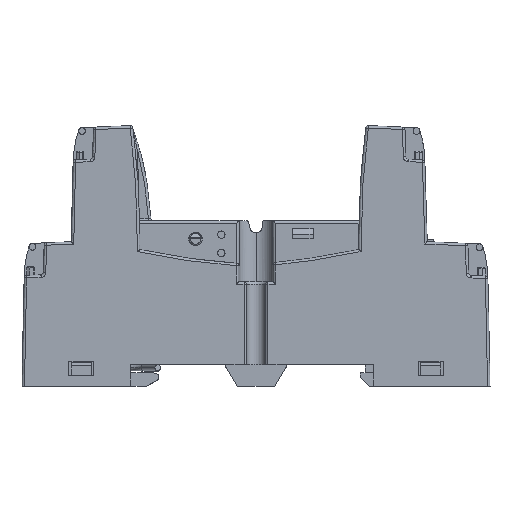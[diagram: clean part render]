
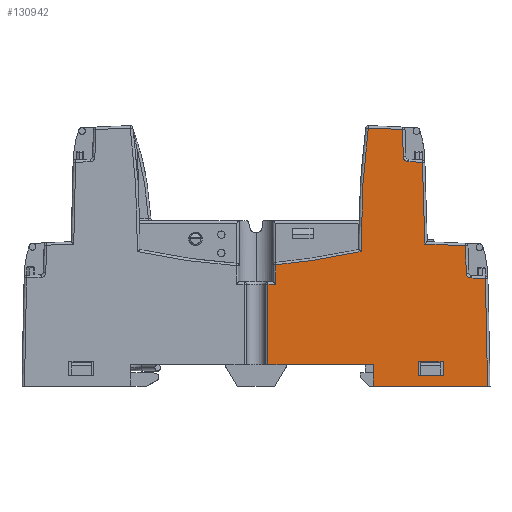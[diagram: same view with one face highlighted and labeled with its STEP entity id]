
A CAD part, top view. The second image highlights one B-rep face of the part: STEP entity #130942.
In plain terms, the highlighted planar face has unit normal (0, 0, 1).
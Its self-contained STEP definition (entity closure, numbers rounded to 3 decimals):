
#84140=CARTESIAN_POINT('',(17.121,21.939,13.5));
#84151=CARTESIAN_POINT('',(18.296,41.977,13.5));
#84163=DIRECTION('',(0.006,1.,0.));
#84164=VECTOR('',#84163,0.106);
#84165=CARTESIAN_POINT('',(18.296,41.977,13.5));
#84166=LINE('',#84165,#84164);
#89783=CARTESIAN_POINT('',(27.525,23.172,13.5));
#89795=CARTESIAN_POINT('',(37.75,0.,
13.5));
#89796=CARTESIAN_POINT('',(37.704,2.904,13.5));
#89797=CARTESIAN_POINT('',(37.634,7.279,13.5));
#89798=CARTESIAN_POINT('',(37.514,13.125,13.5));
#89799=CARTESIAN_POINT('',(37.44,16.066,13.5));
#89800=CARTESIAN_POINT('',(37.401,17.536,13.5));
#89805=DIRECTION('',(1.,0.,0.));
#89806=VECTOR('',#89805,18.6);
#89807=CARTESIAN_POINT('',(19.15,0.,13.5));
#89808=LINE('',#89807,#89806);
#89812=DIRECTION('',(0.,-1.,0.));
#89813=VECTOR('',#89812,3.5);
#89814=CARTESIAN_POINT('',(19.15,3.5,13.5));
#89815=LINE('',#89814,#89813);
#89819=DIRECTION('',(1.,0.,0.));
#89820=VECTOR('',#89819,17.2);
#89821=CARTESIAN_POINT('',(1.95,3.5,13.5));
#89822=LINE('',#89821,#89820);
#89826=CARTESIAN_POINT('',(17.121,21.939,13.5));
#89827=CARTESIAN_POINT('',(14.833,21.488,13.5));
#89828=CARTESIAN_POINT('',(11.964,20.932,13.5));
#89829=CARTESIAN_POINT('',(8.493,20.385,13.5));
#89830=CARTESIAN_POINT('',(6.158,20.06,13.5));
#89831=CARTESIAN_POINT('',(4.4,19.871,13.5));
#89832=CARTESIAN_POINT('',(3.225,19.778,13.5));
#89837=CARTESIAN_POINT('',(18.296,41.977,13.5));
#89838=CARTESIAN_POINT('',(18.105,40.334,13.5));
#89839=CARTESIAN_POINT('',(17.866,38.269,13.5));
#89840=CARTESIAN_POINT('',(17.635,35.779,13.5));
#89841=CARTESIAN_POINT('',(17.499,34.091,13.5));
#89842=CARTESIAN_POINT('',(17.317,31.132,13.5));
#89843=CARTESIAN_POINT('',(17.211,27.746,13.5));
#89844=CARTESIAN_POINT('',(17.153,24.399,13.5));
#89845=CARTESIAN_POINT('',(17.132,22.745,13.5));
#89846=CARTESIAN_POINT('',(17.121,21.939,13.5));
#89851=DIRECTION('',(-0.999,0.044,0.));
#89852=VECTOR('',#89851,5.599);
#89853=CARTESIAN_POINT('',(23.89,41.838,13.5));
#89854=LINE('',#89853,#89852);
#89858=DIRECTION('',(-0.026,1.,0.));
#89859=VECTOR('',#89858,4.467);
#89860=CARTESIAN_POINT('',(24.007,37.373,13.5));
#89861=LINE('',#89860,#89859);
#89865=CARTESIAN_POINT('',(24.807,37.394,13.5));
#89866=DIRECTION('',(0.,0.,-1.));
#89867=DIRECTION('',(-0.044,-0.999,0.));
#89868=AXIS2_PLACEMENT_3D('',#89865,#89866,#89867);
#89873=DIRECTION('',(-0.999,0.044,0.));
#89874=VECTOR('',#89873,2.362);
#89875=CARTESIAN_POINT('',(27.131,36.492,13.5));
#89876=LINE('',#89875,#89874);
#89880=CARTESIAN_POINT('',(27.525,23.172,13.5));
#89881=CARTESIAN_POINT('',(27.457,25.379,13.5));
#89882=CARTESIAN_POINT('',(27.354,28.702,13.5));
#89883=CARTESIAN_POINT('',(27.223,33.142,13.5));
#89884=CARTESIAN_POINT('',(27.161,35.375,13.5));
#89885=CARTESIAN_POINT('',(27.131,36.492,13.5));
#89890=DIRECTION('',(-0.999,0.044,0.));
#89891=VECTOR('',#89890,6.633);
#89892=CARTESIAN_POINT('',(34.152,22.883,13.5));
#89893=LINE('',#89892,#89891);
#89897=DIRECTION('',(-0.028,1.,0.));
#89898=VECTOR('',#89897,4.468);
#89899=CARTESIAN_POINT('',(34.276,18.417,13.5));
#89900=LINE('',#89899,#89898);
#89904=CARTESIAN_POINT('',(35.076,18.438,13.5));
#89905=DIRECTION('',(0.,0.,-1.));
#89906=DIRECTION('',(-0.044,-0.999,0.));
#89907=AXIS2_PLACEMENT_3D('',#89904,#89905,#89906);
#89912=DIRECTION('',(-0.999,0.044,0.));
#89913=VECTOR('',#89912,2.362);
#89914=CARTESIAN_POINT('',(37.401,17.536,13.5));
#89915=LINE('',#89914,#89913);
#89919=DIRECTION('',(0.,1.,0.));
#89920=VECTOR('',#89919,2.3);
#89921=CARTESIAN_POINT('',(26.5,1.7,13.5));
#89922=LINE('',#89921,#89920);
#89926=DIRECTION('',(-1.,0.,0.));
#89927=VECTOR('',#89926,4.);
#89928=CARTESIAN_POINT('',(30.5,1.7,13.5));
#89929=LINE('',#89928,#89927);
#89933=DIRECTION('',(0.,-1.,0.));
#89934=VECTOR('',#89933,2.3);
#89935=CARTESIAN_POINT('',(30.5,4.,13.5));
#89936=LINE('',#89935,#89934);
#89940=DIRECTION('',(1.,0.,0.));
#89941=VECTOR('',#89940,4.);
#89942=CARTESIAN_POINT('',(26.5,4.,13.5));
#89943=LINE('',#89942,#89941);
#90111=DIRECTION('',(0.,1.,0.));
#90112=VECTOR('',#90111,3.178);
#90113=CARTESIAN_POINT('',(3.225,16.6,13.5));
#90114=LINE('',#90113,#90112);
#90125=CARTESIAN_POINT('',(3.225,16.6,13.5));
#90136=DIRECTION('',(1.,0.,0.));
#90137=VECTOR('',#90136,1.275);
#90138=CARTESIAN_POINT('',(1.95,16.6,13.5));
#90139=LINE('',#90138,#90137);
#90199=DIRECTION('',(0.,1.,0.));
#90200=VECTOR('',#90199,13.1);
#90201=CARTESIAN_POINT('',(1.95,3.5,13.5));
#90202=LINE('',#90201,#90200);
#112645=CARTESIAN_POINT('',(1.95,16.6,13.5));
#112647=VERTEX_POINT('',#112645);
#112952=CARTESIAN_POINT('',(1.95,3.5,13.5));
#112953=VERTEX_POINT('',#112952);
#112960=VERTEX_POINT('',#89795);
#112961=VERTEX_POINT('',#89800);
#113353=VERTEX_POINT('',#90125);
#113367=CARTESIAN_POINT('',(26.5,1.7,13.5));
#113368=CARTESIAN_POINT('',(26.5,4.,13.5));
#113369=VERTEX_POINT('',#113367);
#113370=VERTEX_POINT('',#113368);
#113371=CARTESIAN_POINT('',(35.041,17.639,13.5));
#113372=VERTEX_POINT('',#113371);
#113373=CARTESIAN_POINT('',(19.15,0.,13.5));
#113374=VERTEX_POINT('',#113373);
#113385=CARTESIAN_POINT('',(3.225,19.778,13.5));
#113386=VERTEX_POINT('',#113385);
#113693=CARTESIAN_POINT('',(18.296,42.082,13.5));
#113694=VERTEX_POINT('',#113693);
#113695=CARTESIAN_POINT('',(23.89,41.838,13.5));
#113696=VERTEX_POINT('',#113695);
#113839=CARTESIAN_POINT('',(19.15,3.5,13.5));
#113840=VERTEX_POINT('',#113839);
#113846=CARTESIAN_POINT('',(30.5,4.,13.5));
#113847=VERTEX_POINT('',#113846);
#113848=CARTESIAN_POINT('',(30.5,1.7,13.5));
#113849=VERTEX_POINT('',#113848);
#113850=CARTESIAN_POINT('',(34.276,18.417,13.5));
#113851=VERTEX_POINT('',#113850);
#113900=VERTEX_POINT('',#89783);
#114272=VERTEX_POINT('',#84140);
#114283=CARTESIAN_POINT('',(34.152,22.883,13.5));
#114284=VERTEX_POINT('',#114283);
#114659=VERTEX_POINT('',#84151);
#114717=VERTEX_POINT('',#89885);
#115004=CARTESIAN_POINT('',(24.007,37.373,
13.5));
#115005=VERTEX_POINT('',#115004);
#115390=CARTESIAN_POINT('',(24.772,36.595,13.5));
#115391=VERTEX_POINT('',#115390);
#130898=CARTESIAN_POINT('',(-37.65,42.5,13.5));
#130899=DIRECTION('',(0.,0.,-1.));
#130900=DIRECTION('',(-1.,0.,0.));
#130901=AXIS2_PLACEMENT_3D('',#130898,#130899,#130900);
#130902=PLANE('',#130901);
#130903=ORIENTED_EDGE('',*,*,#130696,.F.);
#130904=ORIENTED_EDGE('',*,*,#130637,.F.);
#130906=ORIENTED_EDGE('',*,*,#130905,.F.);
#130908=ORIENTED_EDGE('',*,*,#130907,.F.);
#130910=ORIENTED_EDGE('',*,*,#130909,.T.);
#130912=ORIENTED_EDGE('',*,*,#130911,.T.);
#130914=ORIENTED_EDGE('',*,*,#130913,.T.);
#130915=ORIENTED_EDGE('',*,*,#123808,.F.);
#130916=ORIENTED_EDGE('',*,*,#123914,.F.);
#130917=ORIENTED_EDGE('',*,*,#123937,.T.);
#130918=ORIENTED_EDGE('',*,*,#123987,.F.);
#130920=ORIENTED_EDGE('',*,*,#130919,.F.);
#130922=ORIENTED_EDGE('',*,*,#130921,.F.);
#130924=ORIENTED_EDGE('',*,*,#130923,.F.);
#130925=ORIENTED_EDGE('',*,*,#126314,.F.);
#130926=ORIENTED_EDGE('',*,*,#130886,.F.);
#130927=ORIENTED_EDGE('',*,*,#130817,.F.);
#130928=ORIENTED_EDGE('',*,*,#130784,.F.);
#130929=ORIENTED_EDGE('',*,*,#130762,.F.);
#130930=EDGE_LOOP('',(#130903,#130904,#130906,#130908,#130910,#130912,#130914,
#130915,#130916,#130917,#130918,#130920,#130922,#130924,#130925,#130926,#130927,
#130928,#130929));
#130931=FACE_OUTER_BOUND('',#130930,.F.);
#130933=ORIENTED_EDGE('',*,*,#130932,.F.);
#130935=ORIENTED_EDGE('',*,*,#130934,.F.);
#130937=ORIENTED_EDGE('',*,*,#130936,.F.);
#130939=ORIENTED_EDGE('',*,*,#130938,.F.);
#130940=EDGE_LOOP('',(#130933,#130935,#130937,#130939));
#130941=FACE_BOUND('',#130940,.F.);
#89801=B_SPLINE_CURVE_WITH_KNOTS('',3,(#89795,#89796,#89797,#89798,#89799,
#89800),.UNSPECIFIED.,.F.,.F.,(4,1,1,4),(0.,0.497,
0.748,1.),.UNSPECIFIED.);
#89833=B_SPLINE_CURVE_WITH_KNOTS('',3,(#89826,#89827,#89828,#89829,#89830,
#89831,#89832),.UNSPECIFIED.,.F.,.F.,(4,1,1,1,4),(0.,0.497,
0.623,0.748,1.),.UNSPECIFIED.);
#89847=B_SPLINE_CURVE_WITH_KNOTS('',3,(#89837,#89838,#89839,#89840,#89841,
#89842,#89843,#89844,#89845,#89846),.UNSPECIFIED.,.F.,.F.,(4,1,1,1,1,1,1,4),(
0.,0.247,0.31,0.374,0.5,
0.753,0.88,1.),.UNSPECIFIED.);
#89869=CIRCLE('',#89868,0.8);
#89886=B_SPLINE_CURVE_WITH_KNOTS('',3,(#89880,#89881,#89882,#89883,#89884,
#89885),.UNSPECIFIED.,.F.,.F.,(4,1,1,4),(0.,0.497,
0.749,1.),.UNSPECIFIED.);
#89908=CIRCLE('',#89907,0.8);
#123808=EDGE_CURVE('',#114272,#113386,#89833,.T.);
#123914=EDGE_CURVE('',#114659,#114272,#89847,.T.);
#123937=EDGE_CURVE('',#114659,#113694,#84166,.T.);
#123987=EDGE_CURVE('',#113696,#113694,#89854,.T.);
#126314=EDGE_CURVE('',#113900,#114717,#89886,.T.);
#130637=EDGE_CURVE('',#113374,#112960,#89808,.T.);
#130696=EDGE_CURVE('',#112960,#112961,#89801,.T.);
#130762=EDGE_CURVE('',#112961,#113372,#89915,.T.);
#130784=EDGE_CURVE('',#113372,#113851,#89908,.T.);
#130817=EDGE_CURVE('',#113851,#114284,#89900,.T.);
#130886=EDGE_CURVE('',#114284,#113900,#89893,.T.);
#130905=EDGE_CURVE('',#113840,#113374,#89815,.T.);
#130907=EDGE_CURVE('',#112953,#113840,#89822,.T.);
#130909=EDGE_CURVE('',#112953,#112647,#90202,.T.);
#130911=EDGE_CURVE('',#112647,#113353,#90139,.T.);
#130913=EDGE_CURVE('',#113353,#113386,#90114,.T.);
#130919=EDGE_CURVE('',#115005,#113696,#89861,.T.);
#130921=EDGE_CURVE('',#115391,#115005,#89869,.T.);
#130923=EDGE_CURVE('',#114717,#115391,#89876,.T.);
#130932=EDGE_CURVE('',#113369,#113370,#89922,.T.);
#130934=EDGE_CURVE('',#113849,#113369,#89929,.T.);
#130936=EDGE_CURVE('',#113847,#113849,#89936,.T.);
#130938=EDGE_CURVE('',#113370,#113847,#89943,.T.);
#130942=ADVANCED_FACE('',(#130931,#130941),#130902,.F.);
